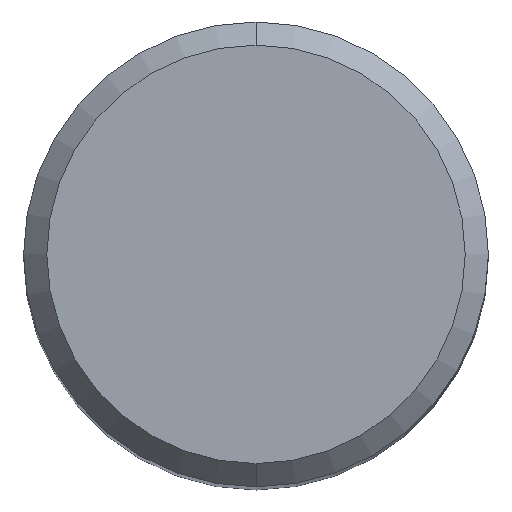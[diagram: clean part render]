
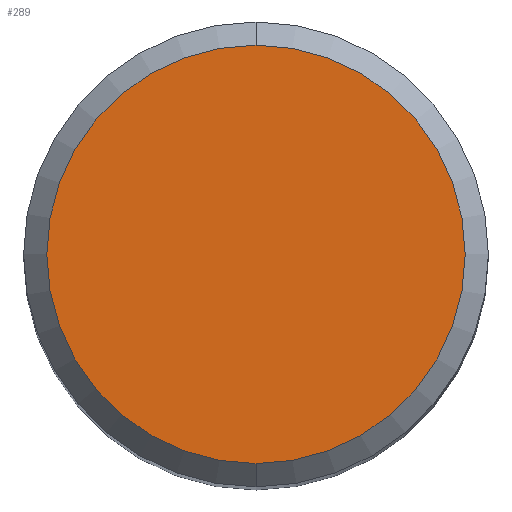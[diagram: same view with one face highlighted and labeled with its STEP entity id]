
A CAD part, top view. The second image highlights one B-rep face of the part: STEP entity #289.
In plain terms, the highlighted planar face has unit normal (0, 0, 1).
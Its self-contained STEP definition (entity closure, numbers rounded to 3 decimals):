
#259=EDGE_CURVE('',#475,#425,#582,.T.);
#289=ADVANCED_FACE('',(#614),#615,.T.);
#293=EDGE_CURVE('',#425,#475,#619,.T.);
#425=VERTEX_POINT('',#766);
#475=VERTEX_POINT('',#823);
#582=CIRCLE('',#1033,4.5);
#614=FACE_OUTER_BOUND('',#1118,.T.);
#615=PLANE('',#1119);
#619=CIRCLE('',#1124,4.5);
#766=CARTESIAN_POINT('',(0.0,4.5,0.0));
#823=CARTESIAN_POINT('',(0.,-4.5,0.0));
#1033=AXIS2_PLACEMENT_3D('',#1594,#1595,#1596);
#1118=EDGE_LOOP('',(#1625,#1626));
#1119=AXIS2_PLACEMENT_3D('',#1627,#1628,#1629);
#1124=AXIS2_PLACEMENT_3D('',#1630,#1631,#1632);
#1594=CARTESIAN_POINT('',(0.0,0.0,0.0));
#1595=DIRECTION('',(0.0,0.0,-1.0));
#1596=DIRECTION('',(0.0,1.0,0.0));
#1625=ORIENTED_EDGE('',*,*,#293,.F.);
#1626=ORIENTED_EDGE('',*,*,#259,.F.);
#1627=CARTESIAN_POINT('',(0.0,2.25,0.0));
#1628=DIRECTION('',(-0.0,0.0,1.0));
#1629=DIRECTION('',(0.0,-1.0,0.0));
#1630=CARTESIAN_POINT('',(0.0,0.0,0.0));
#1631=DIRECTION('',(0.0,0.0,-1.0));
#1632=DIRECTION('',(0.0,1.0,0.0));
